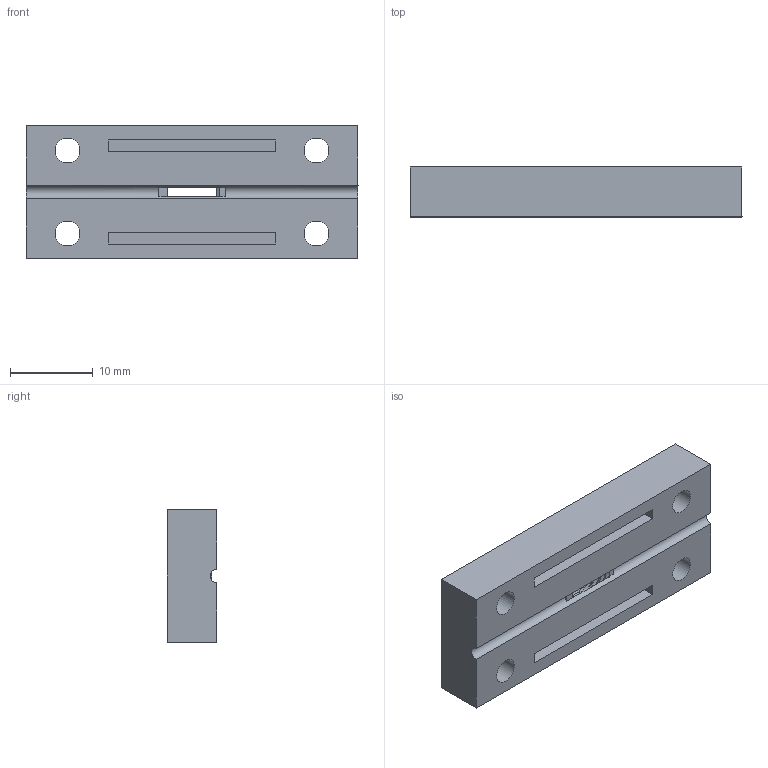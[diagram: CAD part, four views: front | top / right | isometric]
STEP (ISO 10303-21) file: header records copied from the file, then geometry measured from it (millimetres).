
FILE_DESCRIPTION(/* description */ (''),/* implementation_level */ '2;1');
FILE_NAME(/* name */ 'UV_Vis_PFA_top.step',/* time_stamp */ '2025-03-28T00:19:06+01:00',/* author */ (''),/* organization */ (''),/* preprocessor_version */ 'ST-DEVELOPER v20.1',/* originating_system */ 'Autodesk Translation Framework v14.4.0.0',/* authorisation */ '');
FILE_SCHEMA (('AUTOMOTIVE_DESIGN { 1 0 10303 214 3 1 1 }'));
Length unit declared in the file: millimetre
Products named in the file (1): UV_Vis_PFA_1_16_cell_5
Bounding box: 40 x 6 x 16 mm (x, y, z)
Volume: 3328.7 mm3; surface area: 2522.8 mm2
Topology: 1 solids, 1 shells, 47 faces, 125 edges, 82 vertices
Faces by surface type: cylinder 24, plane 21, bspline 2
Full cylindrical faces by diameter (mm): 3 x4, 6.004 x7, 6.731 x6
Entity records: 2829 total; most frequent: CARTESIAN_POINT 1681, ORIENTED_EDGE 250, DIRECTION 197, EDGE_CURVE 125, VERTEX_POINT 82, AXIS2_PLACEMENT_3D 66, LINE 65, VECTOR 65
